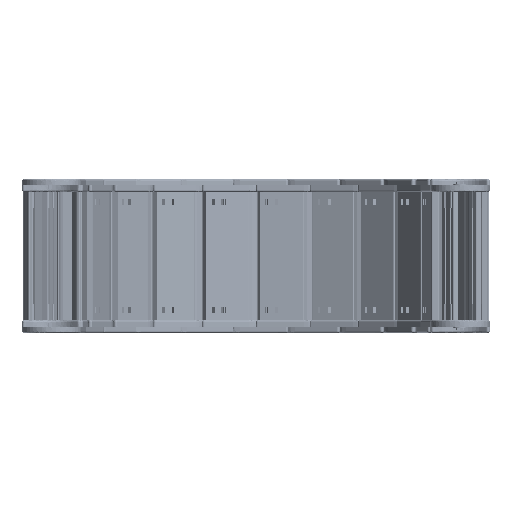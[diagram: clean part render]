
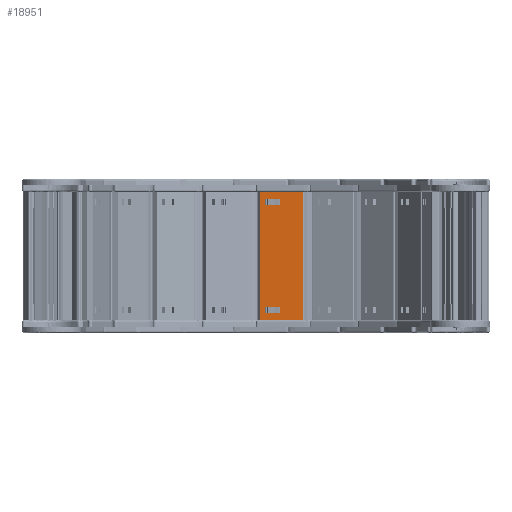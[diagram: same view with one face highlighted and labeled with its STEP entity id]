
A CAD part, left-side view. The second image highlights one B-rep face of the part: STEP entity #18951.
In plain terms, the highlighted face is planar.
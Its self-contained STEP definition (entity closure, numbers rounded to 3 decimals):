
#1395 = EDGE_LOOP ( 'NONE', ( #11491, #3871, #11314, #13409 ) ) ;
#1830 = DIRECTION ( 'NONE',  ( 0., -1., 0. ) ) ;
#2098 = VERTEX_POINT ( 'NONE', #29139 ) ;
#2518 = VERTEX_POINT ( 'NONE', #10512 ) ;
#2690 = ORIENTED_EDGE ( 'NONE', *, *, #22073, .T. ) ;
#2706 = CARTESIAN_POINT ( 'NONE',  ( -75.76, 200.254, 111.447 ) ) ;
#3023 = CARTESIAN_POINT ( 'NONE',  ( -75.76, 200.254, 111.447 ) ) ;
#3740 = VECTOR ( 'NONE', #14339, 1000. ) ;
#3871 = ORIENTED_EDGE ( 'NONE', *, *, #14679, .F. ) ;
#5244 = DIRECTION ( 'NONE',  ( 0., 0., -1. ) ) ;
#5585 = CARTESIAN_POINT ( 'NONE',  ( -39.28, 200.254, 124.497 ) ) ;
#5614 = EDGE_CURVE ( 'NONE', #11063, #12053, #27190, .T. ) ;
#6230 = VECTOR ( 'NONE', #6693, 1000. ) ;
#6357 = ORIENTED_EDGE ( 'NONE', *, *, #29237, .T. ) ;
#6693 = DIRECTION ( 'NONE',  ( 1., 0., 0. ) ) ;
#6746 = DIRECTION ( 'NONE',  ( 0., 0., 1. ) ) ;
#6923 = ORIENTED_EDGE ( 'NONE', *, *, #13855, .F. ) ;
#7370 = EDGE_CURVE ( 'NONE', #27627, #11063, #10811, .T. ) ;
#7590 = LINE ( 'NONE', #12683, #25078 ) ;
#7645 = CARTESIAN_POINT ( 'NONE',  ( -75.76, 200.254, 11.547 ) ) ;
#7682 = CARTESIAN_POINT ( 'NONE',  ( -75.76, 200.254, 11.547 ) ) ;
#8072 = CARTESIAN_POINT ( 'NONE',  ( -61.76, 200.254, 111.447 ) ) ;
#8630 = DIRECTION ( 'NONE',  ( 0., 0., 1. ) ) ;
#8812 = EDGE_CURVE ( 'NONE', #2098, #17891, #25537, .T. ) ;
#8822 = FACE_OUTER_BOUND ( 'NONE', #12351, .T. ) ;
#9113 = PLANE ( 'NONE',  #22159 ) ;
#10066 = DIRECTION ( 'NONE',  ( 1., 0., 0. ) ) ;
#10135 = VECTOR ( 'NONE', #17180, 1000. ) ;
#10437 = ORIENTED_EDGE ( 'NONE', *, *, #15411, .F. ) ;
#10512 = CARTESIAN_POINT ( 'NONE',  ( -80.98, 200.254, -1.503 ) ) ;
#10811 = LINE ( 'NONE', #7645, #20907 ) ;
#11063 = VERTEX_POINT ( 'NONE', #26331 ) ;
#11308 = VECTOR ( 'NONE', #6746, 1000. ) ;
#11314 = ORIENTED_EDGE ( 'NONE', *, *, #18501, .F. ) ;
#11465 = CARTESIAN_POINT ( 'NONE',  ( -75.76, 200.254, 5.247 ) ) ;
#11491 = ORIENTED_EDGE ( 'NONE', *, *, #7370, .F. ) ;
#12037 = VECTOR ( 'NONE', #27468, 1000. ) ;
#12053 = VERTEX_POINT ( 'NONE', #15371 ) ;
#12351 = EDGE_LOOP ( 'NONE', ( #14224, #27244, #6357, #2690 ) ) ;
#12539 = DIRECTION ( 'NONE',  ( 1., 0., 0. ) ) ;
#12683 = CARTESIAN_POINT ( 'NONE',  ( -75.76, 200.254, 5.247 ) ) ;
#13409 = ORIENTED_EDGE ( 'NONE', *, *, #5614, .F. ) ;
#13855 = EDGE_CURVE ( 'NONE', #17891, #23462, #27766, .T. ) ;
#14224 = ORIENTED_EDGE ( 'NONE', *, *, #23594, .F. ) ;
#14308 = VECTOR ( 'NONE', #25734, 1000. ) ;
#14339 = DIRECTION ( 'NONE',  ( -1., 0., 0. ) ) ;
#14426 = DIRECTION ( 'NONE',  ( 0., 0., 1. ) ) ;
#14679 = EDGE_CURVE ( 'NONE', #15105, #27627, #7590, .T. ) ;
#15105 = VERTEX_POINT ( 'NONE', #11465 ) ;
#15252 = VECTOR ( 'NONE', #8630, 1000. ) ;
#15365 = FACE_BOUND ( 'NONE', #30714, .T. ) ;
#15371 = CARTESIAN_POINT ( 'NONE',  ( -61.76, 200.254, 5.247 ) ) ;
#15405 = VERTEX_POINT ( 'NONE', #15824 ) ;
#15411 = EDGE_CURVE ( 'NONE', #23462, #31529, #27953, .T. ) ;
#15519 = CARTESIAN_POINT ( 'NONE',  ( -80.98, 200.254, 124.497 ) ) ;
#15664 = CARTESIAN_POINT ( 'NONE',  ( -39.28, 200.254, -57.122 ) ) ;
#15824 = CARTESIAN_POINT ( 'NONE',  ( -39.28, 200.254, -1.503 ) ) ;
#16414 = CARTESIAN_POINT ( 'NONE',  ( -61.76, 200.254, 5.247 ) ) ;
#17180 = DIRECTION ( 'NONE',  ( 0., 0., 1. ) ) ;
#17518 = CARTESIAN_POINT ( 'NONE',  ( -61.76, 200.254, 111.447 ) ) ;
#17891 = VERTEX_POINT ( 'NONE', #21700 ) ;
#18431 = LINE ( 'NONE', #22238, #23109 ) ;
#18501 = EDGE_CURVE ( 'NONE', #12053, #15105, #23552, .T. ) ;
#18951 = ADVANCED_FACE ( 'NONE', ( #15365, #8822, #20425 ), #9113, .F. ) ;
#19136 = ORIENTED_EDGE ( 'NONE', *, *, #8812, .F. ) ;
#19315 = VECTOR ( 'NONE', #10066, 1000. ) ;
#19680 = VERTEX_POINT ( 'NONE', #5585 ) ;
#20425 = FACE_BOUND ( 'NONE', #1395, .T. ) ;
#20907 = VECTOR ( 'NONE', #12539, 1000. ) ;
#21098 = LINE ( 'NONE', #15664, #15252 ) ;
#21612 = VERTEX_POINT ( 'NONE', #15519 ) ;
#21700 = CARTESIAN_POINT ( 'NONE',  ( -61.76, 200.254, 117.747 ) ) ;
#21988 = ORIENTED_EDGE ( 'NONE', *, *, #27028, .F. ) ;
#22014 = DIRECTION ( 'NONE',  ( 1., 0., 0. ) ) ;
#22073 = EDGE_CURVE ( 'NONE', #21612, #19680, #18431, .T. ) ;
#22159 = AXIS2_PLACEMENT_3D ( 'NONE', #28995, #1830, #14426 ) ;
#22238 = CARTESIAN_POINT ( 'NONE',  ( -39.28, 200.254, 124.497 ) ) ;
#22456 = CARTESIAN_POINT ( 'NONE',  ( -61.76, 200.254, 11.547 ) ) ;
#23109 = VECTOR ( 'NONE', #22014, 1000. ) ;
#23323 = LINE ( 'NONE', #26251, #6230 ) ;
#23462 = VERTEX_POINT ( 'NONE', #8072 ) ;
#23552 = LINE ( 'NONE', #16414, #3740 ) ;
#23594 = EDGE_CURVE ( 'NONE', #15405, #19680, #21098, .T. ) ;
#24511 = LINE ( 'NONE', #31428, #11308 ) ;
#24966 = CARTESIAN_POINT ( 'NONE',  ( -61.76, 200.254, 117.747 ) ) ;
#25078 = VECTOR ( 'NONE', #27352, 1000. ) ;
#25419 = VECTOR ( 'NONE', #5244, 1000. ) ;
#25537 = LINE ( 'NONE', #24966, #19315 ) ;
#25734 = DIRECTION ( 'NONE',  ( -1., 0., 0. ) ) ;
#26251 = CARTESIAN_POINT ( 'NONE',  ( -39.28, 200.254, -1.503 ) ) ;
#26331 = CARTESIAN_POINT ( 'NONE',  ( -61.76, 200.254, 11.547 ) ) ;
#26854 = LINE ( 'NONE', #32071, #10135 ) ;
#27028 = EDGE_CURVE ( 'NONE', #31529, #2098, #24511, .T. ) ;
#27190 = LINE ( 'NONE', #22456, #12037 ) ;
#27244 = ORIENTED_EDGE ( 'NONE', *, *, #29600, .F. ) ;
#27352 = DIRECTION ( 'NONE',  ( 0., 0., 1. ) ) ;
#27468 = DIRECTION ( 'NONE',  ( 0., 0., -1. ) ) ;
#27627 = VERTEX_POINT ( 'NONE', #7682 ) ;
#27766 = LINE ( 'NONE', #17518, #25419 ) ;
#27953 = LINE ( 'NONE', #3023, #14308 ) ;
#28995 = CARTESIAN_POINT ( 'NONE',  ( -39.28, 200.254, -57.122 ) ) ;
#29139 = CARTESIAN_POINT ( 'NONE',  ( -75.76, 200.254, 117.747 ) ) ;
#29237 = EDGE_CURVE ( 'NONE', #2518, #21612, #26854, .T. ) ;
#29600 = EDGE_CURVE ( 'NONE', #2518, #15405, #23323, .T. ) ;
#30714 = EDGE_LOOP ( 'NONE', ( #21988, #10437, #6923, #19136 ) ) ;
#31428 = CARTESIAN_POINT ( 'NONE',  ( -75.76, 200.254, 117.747 ) ) ;
#31529 = VERTEX_POINT ( 'NONE', #2706 ) ;
#32071 = CARTESIAN_POINT ( 'NONE',  ( -80.98, 200.254, -57.122 ) ) ;
